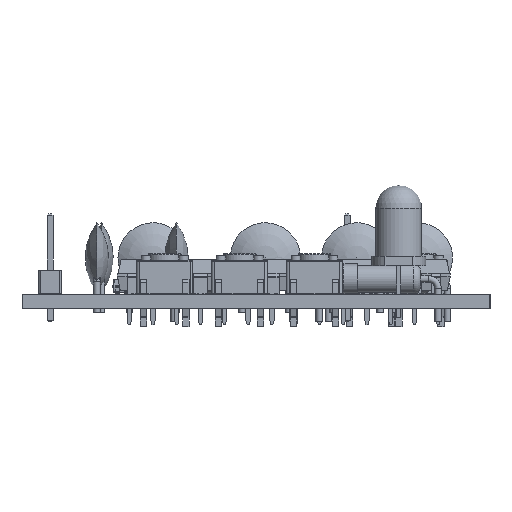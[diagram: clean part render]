
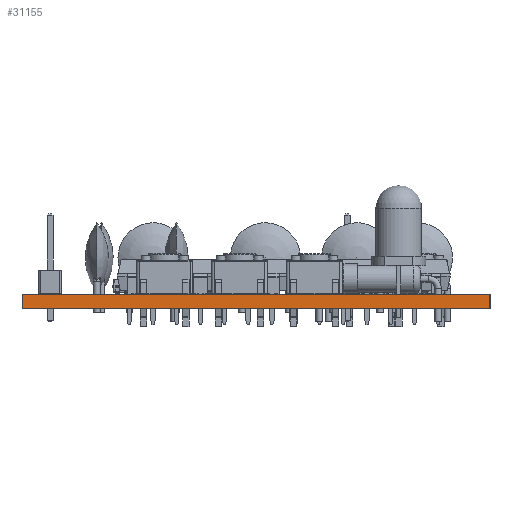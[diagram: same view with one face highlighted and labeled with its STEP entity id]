
A CAD part, left-side view. The second image highlights one B-rep face of the part: STEP entity #31155.
In plain terms, the highlighted planar face has unit normal (-1, 0, 0).
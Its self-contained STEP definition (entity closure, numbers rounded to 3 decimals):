
#31099 = VERTEX_POINT('',#31100);
#31100 = CARTESIAN_POINT('',(90.,-106.,1.51));
#31106 = EDGE_CURVE('',#31107,#31099,#31109,.T.);
#31107 = VERTEX_POINT('',#31108);
#31108 = CARTESIAN_POINT('',(90.,-106.,0.));
#31109 = LINE('',#31110,#31111);
#31110 = CARTESIAN_POINT('',(90.,-106.,0.));
#31111 = VECTOR('',#31112,1.);
#31112 = DIRECTION('',(0.,0.,1.));
#31155 = ADVANCED_FACE('',(#31156),#31181,.T.);
#31156 = FACE_BOUND('',#31157,.T.);
#31157 = EDGE_LOOP('',(#31158,#31159,#31167,#31175));
#31158 = ORIENTED_EDGE('',*,*,#31106,.T.);
#31159 = ORIENTED_EDGE('',*,*,#31160,.T.);
#31160 = EDGE_CURVE('',#31099,#31161,#31163,.T.);
#31161 = VERTEX_POINT('',#31162);
#31162 = CARTESIAN_POINT('',(90.,-56.,1.51));
#31163 = LINE('',#31164,#31165);
#31164 = CARTESIAN_POINT('',(90.,-106.,1.51));
#31165 = VECTOR('',#31166,1.);
#31166 = DIRECTION('',(0.,1.,0.));
#31167 = ORIENTED_EDGE('',*,*,#31168,.F.);
#31168 = EDGE_CURVE('',#31169,#31161,#31171,.T.);
#31169 = VERTEX_POINT('',#31170);
#31170 = CARTESIAN_POINT('',(90.,-56.,0.));
#31171 = LINE('',#31172,#31173);
#31172 = CARTESIAN_POINT('',(90.,-56.,0.));
#31173 = VECTOR('',#31174,1.);
#31174 = DIRECTION('',(0.,0.,1.));
#31175 = ORIENTED_EDGE('',*,*,#31176,.F.);
#31176 = EDGE_CURVE('',#31107,#31169,#31177,.T.);
#31177 = LINE('',#31178,#31179);
#31178 = CARTESIAN_POINT('',(90.,-106.,0.));
#31179 = VECTOR('',#31180,1.);
#31180 = DIRECTION('',(0.,1.,0.));
#31181 = PLANE('',#31182);
#31182 = AXIS2_PLACEMENT_3D('',#31183,#31184,#31185);
#31183 = CARTESIAN_POINT('',(90.,-106.,0.));
#31184 = DIRECTION('',(-1.,0.,0.));
#31185 = DIRECTION('',(0.,1.,0.));
